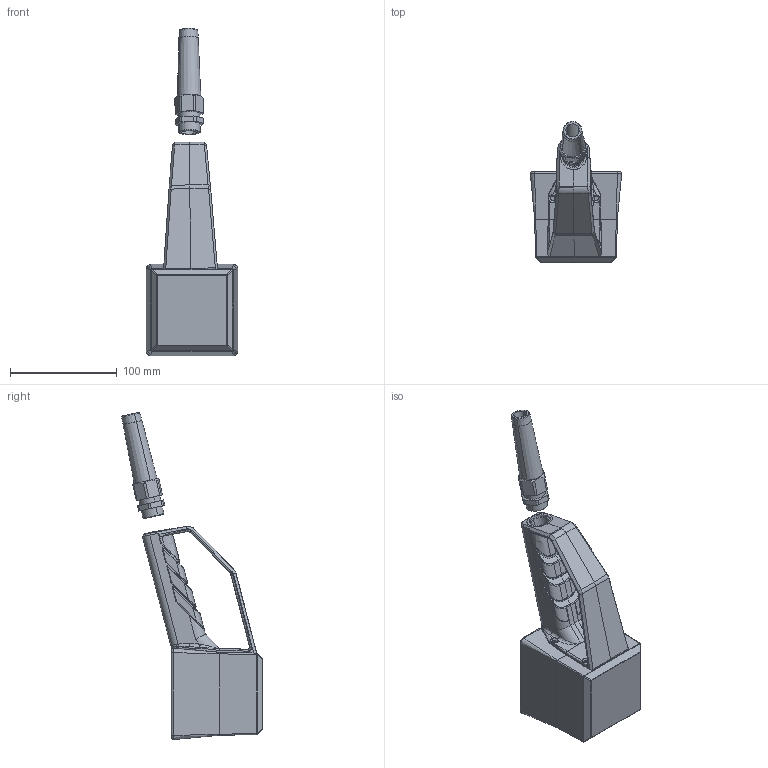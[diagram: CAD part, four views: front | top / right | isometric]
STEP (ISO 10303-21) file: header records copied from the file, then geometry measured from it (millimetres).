
FILE_DESCRIPTION (( 'STEP AP214' ), '1' );
FILE_NAME ('29211000-für Homepage_1.STEP', '2023-03-27T07:11:07', ( 'Ifina' ), ( 'Ifina' ), 'SwSTEP 2.0', 'SolidWorks 2020', '' );
FILE_SCHEMA (( 'AUTOMOTIVE_DESIGN' ));
Length unit declared in the file: millimetre
Products named in the file (11): 21348-Oberteil-Beispiel; 93276; 21354; 82183; 82135; 82137; 08100120-Knickschutz-Beispiel; 93253; 21347-Griff-Beispiel-Messe; 29211000-f黵 Homepage_1; 95166
Assembly tree (12 placements, depth 2):
  93276
  29211000-f黵 Homepage_1
    21348-Oberteil-Beispiel
    21347-Griff-Beispiel-Messe
    21354
    82135
    82183
    95166
    82137
    08100120-Knickschutz-Beispiel
    93253  x4
Bounding box: 85.36 x 131.57 x 306.23 mm (x, y, z)
Volume: 276368.1 mm3; surface area: 150162.9 mm2
Topology: 16 solids, 16 shells, 1024 faces, 2520 edges, 1567 vertices
Faces by surface type: plane 385, cylinder 281, bspline 180, cone 158, sphere 12, torus 8
Entity records: 34915 total; most frequent: CARTESIAN_POINT 13875, ORIENTED_EDGE 4640, DIRECTION 3806, EDGE_CURVE 2320, VERTEX_POINT 1447, AXIS2_PLACEMENT_3D 1377, EDGE_LOOP 1053, LINE 1052
